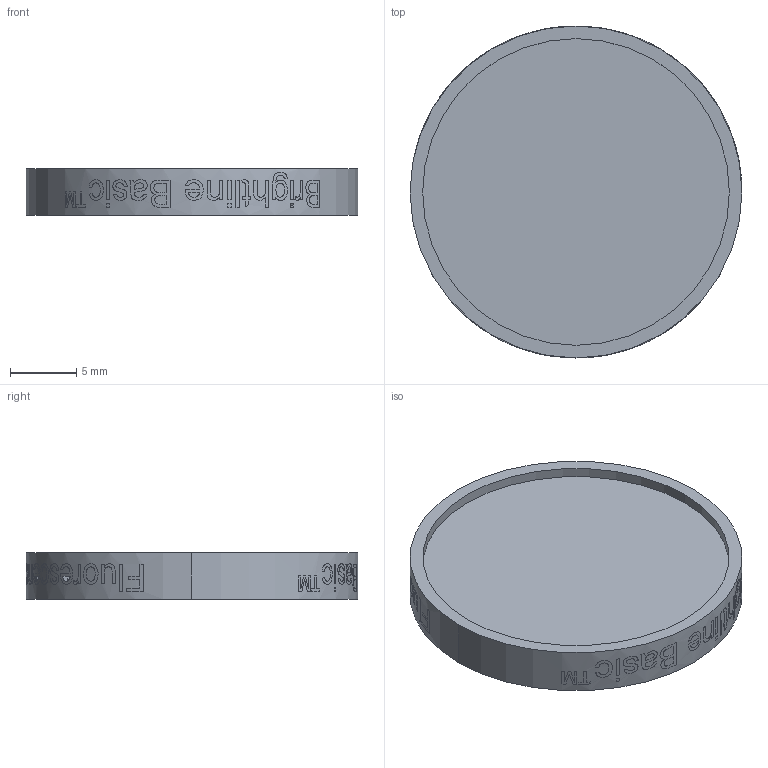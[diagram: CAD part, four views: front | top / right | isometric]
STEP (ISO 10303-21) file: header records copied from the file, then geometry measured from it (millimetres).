
FILE_DESCRIPTION (( 'STEP AP203' ), '1' );
FILE_NAME ('20003-E0W.STEP', '2009-09-03T20:49:45', ( 'Admin' ), ( 'Thorlabs, Inc.' ), 'SwSTEP 2.0', 'SolidWorks 2007', '' );
FILE_SCHEMA (( 'CONFIG_CONTROL_DESIGN' ));
Length unit declared in the file: millimetre
Products named in the file (1): 20003-E0W
Bounding box: 25 x 25 x 3.5 mm (x, y, z)
Surface area: 1365 mm2 (no closed solid volume)
Topology: 0 solids, 1 shells, 66 faces, 527 edges, 521 vertices
Faces by surface type: cylinder 62, plane 4
Entity records: 10454 total; most frequent: CARTESIAN_POINT 6612, ORIENTED_EDGE 1038, EDGE_CURVE 527, VERTEX_POINT 521, DIRECTION 471, B_SPLINE_CURVE_WITH_KNOTS 305, AXIS2_PLACEMENT_3D 182, EDGE_LOOP 128
